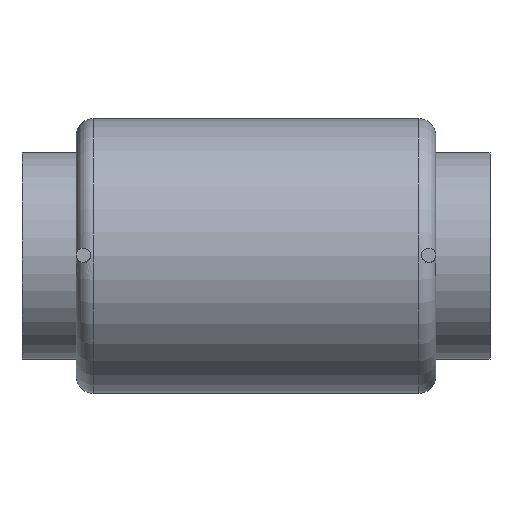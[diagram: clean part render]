
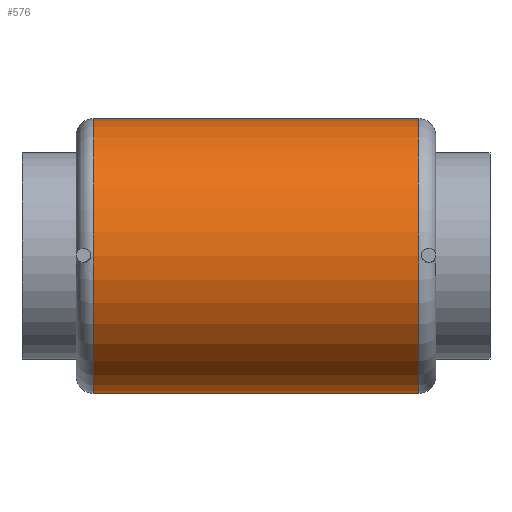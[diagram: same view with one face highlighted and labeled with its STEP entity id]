
A CAD part, top view. The second image highlights one B-rep face of the part: STEP entity #576.
In plain terms, the highlighted cylindrical face has radius 10.287 mm (diameter 20.574 mm), a partial arc.
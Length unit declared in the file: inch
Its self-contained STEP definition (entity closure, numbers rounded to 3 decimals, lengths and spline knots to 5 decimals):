
#226=DIRECTION('',(1.,0.,0.));
#227=VECTOR('',#226,0.96);
#228=CARTESIAN_POINT('',(-0.48,-0.405,0.));
#229=LINE('',#228,#227);
#235=CARTESIAN_POINT('',(0.48,0.,0.));
#236=DIRECTION('',(1.,0.,0.));
#237=DIRECTION('',(0.,1.,0.));
#238=AXIS2_PLACEMENT_3D('',#235,#236,#237);
#240=CARTESIAN_POINT('',(-0.48,0.,0.));
#241=DIRECTION('',(-1.,0.,0.));
#242=DIRECTION('',(0.,-1.,0.));
#243=AXIS2_PLACEMENT_3D('',#240,#241,#242);
#245=DIRECTION('',(1.,0.,0.));
#246=VECTOR('',#245,0.96);
#247=CARTESIAN_POINT('',(-0.48,0.405,0.));
#248=LINE('',#247,#246);
#275=CARTESIAN_POINT('',(0.48,0.405,0.));
#276=CARTESIAN_POINT('',(0.48,-0.405,0.));
#277=VERTEX_POINT('',#275);
#278=VERTEX_POINT('',#276);
#283=CARTESIAN_POINT('',(-0.48,-0.405,0.));
#284=CARTESIAN_POINT('',(-0.48,0.405,0.));
#285=VERTEX_POINT('',#283);
#286=VERTEX_POINT('',#284);
#565=CARTESIAN_POINT('',(-0.53,0.,0.));
#566=DIRECTION('',(1.,0.,0.));
#567=DIRECTION('',(0.,-1.,0.));
#568=AXIS2_PLACEMENT_3D('',#565,#566,#567);
#569=CYLINDRICAL_SURFACE('',#568,0.405);
#570=ORIENTED_EDGE('',*,*,#419,.T.);
#571=ORIENTED_EDGE('',*,*,#548,.F.);
#572=ORIENTED_EDGE('',*,*,#505,.T.);
#573=ORIENTED_EDGE('',*,*,#545,.T.);
#574=EDGE_LOOP('',(#570,#571,#572,#573));
#575=FACE_OUTER_BOUND('',#574,.F.);
#239=CIRCLE('',#238,0.405);
#244=CIRCLE('',#243,0.405);
#419=EDGE_CURVE('',#277,#278,#239,.T.);
#505=EDGE_CURVE('',#285,#286,#244,.T.);
#545=EDGE_CURVE('',#286,#277,#248,.T.);
#548=EDGE_CURVE('',#285,#278,#229,.T.);
#576=ADVANCED_FACE('',(#575),#569,.T.);
